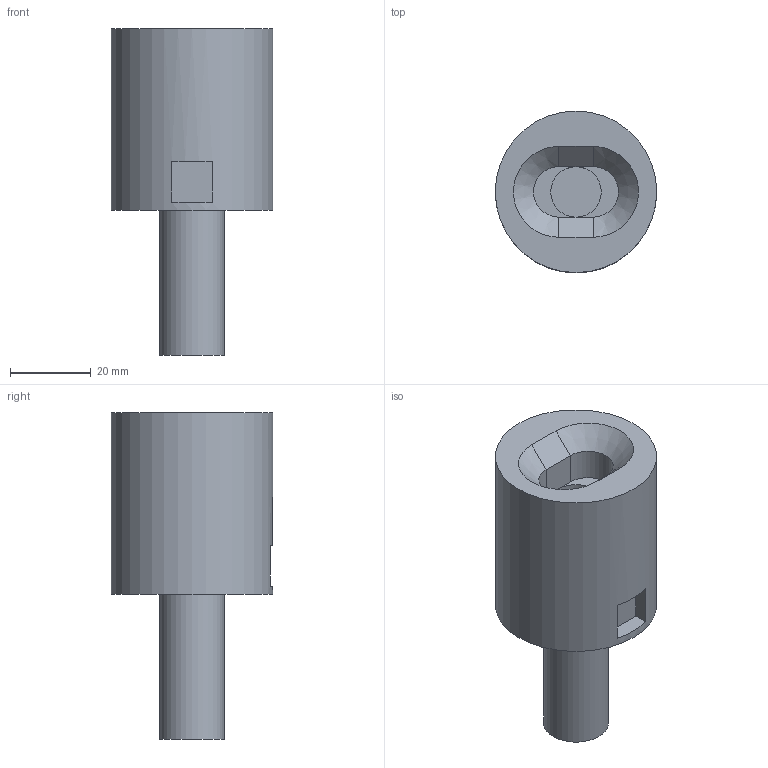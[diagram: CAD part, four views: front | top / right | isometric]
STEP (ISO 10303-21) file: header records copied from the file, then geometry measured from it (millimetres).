
FILE_DESCRIPTION((''),'2;1');
FILE_NAME('TEMP.stp','2021-04-18T16:07:03',(''),(''),'STEP Write','Mastercam 2021 ... CNC Software, Inc.','');
FILE_SCHEMA(('AUTOMOTIVE_DESIGN'));
Length unit declared in the file: millimetre
Products named in the file (1): None
Bounding box: 40 x 40 x 81 mm (x, y, z)
Volume: 58369.9 mm3; surface area: 11513.8 mm2
Topology: 2 solids, 2 shells, 23 faces, 63 edges, 61 vertices
Faces by surface type: plane 16, cylinder 5, cone 2
Full cylindrical faces by diameter (mm): 12.5 x1, 16 x1, 40 x1
Entity records: 755 total; most frequent: DIRECTION 132, CARTESIAN_POINT 130, ORIENTED_EDGE 82, AXIS2_PLACEMENT_3D 48, STYLED_ITEM 44, EDGE_CURVE 41, VECTOR 36, LINE 36
